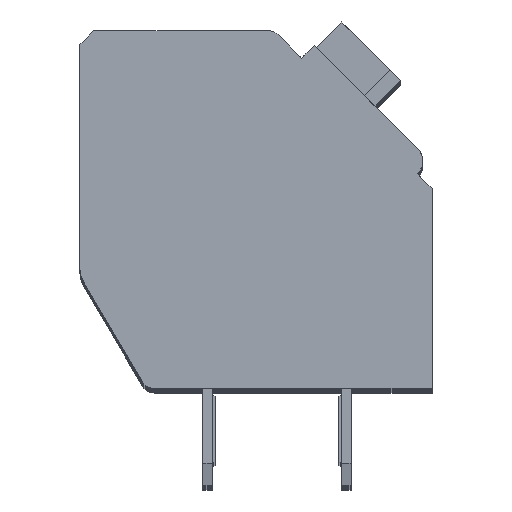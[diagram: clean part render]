
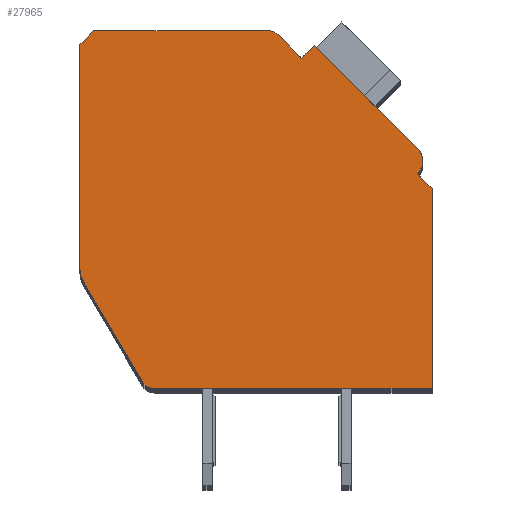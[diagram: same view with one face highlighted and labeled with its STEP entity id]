
A CAD part, top view. The second image highlights one B-rep face of the part: STEP entity #27965.
In plain terms, the highlighted planar face has unit normal (0, 0, 1).
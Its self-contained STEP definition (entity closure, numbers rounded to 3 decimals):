
#1031=DIRECTION('',(0.,-1.,0.));
#1032=VECTOR('',#1031,8.053);
#1033=CARTESIAN_POINT('',(-12.7,12.4,2.1));
#1034=LINE('',#1033,#1032);
#1035=DIRECTION('',(-0.707,-0.707,0.));
#1036=VECTOR('',#1035,0.707);
#1037=CARTESIAN_POINT('',(-12.2,12.9,2.1));
#1038=LINE('',#1037,#1036);
#1039=DIRECTION('',(-1.,0.,0.));
#1040=VECTOR('',#1039,6.298);
#1041=CARTESIAN_POINT('',(-5.902,12.9,2.1));
#1042=LINE('',#1041,#1040);
#1043=CARTESIAN_POINT('',(-5.902,12.4,2.1));
#1044=DIRECTION('',(0.,0.,1.));
#1045=DIRECTION('',(0.707,0.707,0.));
#1046=AXIS2_PLACEMENT_3D('',#1043,#1044,#1045);
#1048=DIRECTION('',(-0.707,0.707,0.));
#1049=VECTOR('',#1048,1.197);
#1050=CARTESIAN_POINT('',(-4.702,11.907,2.1));
#1051=LINE('',#1050,#1049);
#1052=DIRECTION('',(-0.707,-0.707,0.));
#1053=VECTOR('',#1052,0.65);
#1054=CARTESIAN_POINT('',(-4.243,12.367,2.1));
#1055=LINE('',#1054,#1053);
#1056=DIRECTION('',(-0.707,0.707,0.));
#1057=VECTOR('',#1056,5.25);
#1058=CARTESIAN_POINT('',(-0.53,8.655,2.1));
#1059=LINE('',#1058,#1057);
#1060=CARTESIAN_POINT('',(-0.99,8.195,2.1));
#1061=DIRECTION('',(0.,0.,1.));
#1062=DIRECTION('',(0.707,-0.707,0.));
#1063=AXIS2_PLACEMENT_3D('',#1060,#1061,#1062);
#1065=DIRECTION('',(-0.707,0.707,0.));
#1066=VECTOR('',#1065,0.75);
#1067=CARTESIAN_POINT('',(0.,7.205,2.1));
#1068=LINE('',#1067,#1066);
#1069=DIRECTION('',(0.,1.,0.));
#1070=VECTOR('',#1069,7.205);
#1071=CARTESIAN_POINT('',(0.,0.,2.1));
#1072=LINE('',#1071,#1070);
#1073=DIRECTION('',(1.,0.,0.));
#1074=VECTOR('',#1073,10.014);
#1075=CARTESIAN_POINT('',(-10.014,0.,2.1));
#1076=LINE('',#1075,#1074);
#1077=CARTESIAN_POINT('',(-10.014,0.5,2.1));
#1078=DIRECTION('',(0.,0.,1.));
#1079=DIRECTION('',(-0.862,-0.508,0.));
#1080=AXIS2_PLACEMENT_3D('',#1077,#1078,#1079);
#1082=DIRECTION('',(0.508,-0.862,0.));
#1083=VECTOR('',#1082,4.17);
#1084=CARTESIAN_POINT('',(-12.562,3.839,2.1));
#1085=LINE('',#1084,#1083);
#1086=CARTESIAN_POINT('',(-11.7,4.347,2.1));
#1087=DIRECTION('',(0.,0.,1.));
#1088=DIRECTION('',(-1.,0.,0.));
#1089=AXIS2_PLACEMENT_3D('',#1086,#1087,#1088);
#20623=CARTESIAN_POINT('',(-12.7,12.4,2.1));
#20624=CARTESIAN_POINT('',(-12.7,4.347,2.1));
#20625=VERTEX_POINT('',#20623);
#20626=VERTEX_POINT('',#20624);
#20627=CARTESIAN_POINT('',(-12.562,3.839,2.1));
#20628=VERTEX_POINT('',#20627);
#20629=CARTESIAN_POINT('',(-10.445,0.246,2.1));
#20630=VERTEX_POINT('',#20629);
#20631=CARTESIAN_POINT('',(-10.014,0.,2.1));
#20632=VERTEX_POINT('',#20631);
#20633=CARTESIAN_POINT('',(0.,0.,2.1));
#20634=VERTEX_POINT('',#20633);
#20635=CARTESIAN_POINT('',(0.,7.205,2.1));
#20636=VERTEX_POINT('',#20635);
#20637=CARTESIAN_POINT('',(-0.53,7.735,2.1));
#20638=VERTEX_POINT('',#20637);
#20639=CARTESIAN_POINT('',(-0.53,8.655,2.1));
#20640=VERTEX_POINT('',#20639);
#20641=CARTESIAN_POINT('',(-4.243,12.367,2.1));
#20642=VERTEX_POINT('',#20641);
#20643=CARTESIAN_POINT('',(-4.702,11.907,2.1));
#20644=VERTEX_POINT('',#20643);
#20645=CARTESIAN_POINT('',(-5.548,12.754,2.1));
#20646=VERTEX_POINT('',#20645);
#20647=CARTESIAN_POINT('',(-5.902,12.9,2.1));
#20648=VERTEX_POINT('',#20647);
#20649=CARTESIAN_POINT('',(-12.2,12.9,2.1));
#20650=VERTEX_POINT('',#20649);
#27933=CARTESIAN_POINT('',(0.,0.,2.1));
#27934=DIRECTION('',(0.,0.,1.));
#27935=DIRECTION('',(1.,0.,0.));
#27936=AXIS2_PLACEMENT_3D('',#27933,#27934,#27935);
#27937=PLANE('',#27936);
#27938=ORIENTED_EDGE('',*,*,#27002,.F.);
#27940=ORIENTED_EDGE('',*,*,#27939,.F.);
#27942=ORIENTED_EDGE('',*,*,#27941,.F.);
#27944=ORIENTED_EDGE('',*,*,#27943,.F.);
#27946=ORIENTED_EDGE('',*,*,#27945,.F.);
#27948=ORIENTED_EDGE('',*,*,#27947,.F.);
#27950=ORIENTED_EDGE('',*,*,#27949,.F.);
#27952=ORIENTED_EDGE('',*,*,#27951,.F.);
#27954=ORIENTED_EDGE('',*,*,#27953,.F.);
#27956=ORIENTED_EDGE('',*,*,#27955,.F.);
#27958=ORIENTED_EDGE('',*,*,#27957,.F.);
#27960=ORIENTED_EDGE('',*,*,#27959,.F.);
#27961=ORIENTED_EDGE('',*,*,#27499,.F.);
#27962=ORIENTED_EDGE('',*,*,#27182,.F.);
#27963=EDGE_LOOP('',(#27938,#27940,#27942,#27944,#27946,#27948,#27950,#27952,
#27954,#27956,#27958,#27960,#27961,#27962));
#27964=FACE_OUTER_BOUND('',#27963,.F.);
#1047=CIRCLE('',#1046,0.5);
#1064=CIRCLE('',#1063,0.65);
#1081=CIRCLE('',#1080,0.5);
#1090=CIRCLE('',#1089,1.);
#27002=EDGE_CURVE('',#20625,#20626,#1034,.T.);
#27182=EDGE_CURVE('',#20626,#20628,#1090,.T.);
#27499=EDGE_CURVE('',#20628,#20630,#1085,.T.);
#27939=EDGE_CURVE('',#20650,#20625,#1038,.T.);
#27941=EDGE_CURVE('',#20648,#20650,#1042,.T.);
#27943=EDGE_CURVE('',#20646,#20648,#1047,.T.);
#27945=EDGE_CURVE('',#20644,#20646,#1051,.T.);
#27947=EDGE_CURVE('',#20642,#20644,#1055,.T.);
#27949=EDGE_CURVE('',#20640,#20642,#1059,.T.);
#27951=EDGE_CURVE('',#20638,#20640,#1064,.T.);
#27953=EDGE_CURVE('',#20636,#20638,#1068,.T.);
#27955=EDGE_CURVE('',#20634,#20636,#1072,.T.);
#27957=EDGE_CURVE('',#20632,#20634,#1076,.T.);
#27959=EDGE_CURVE('',#20630,#20632,#1081,.T.);
#27965=ADVANCED_FACE('',(#27964),#27937,.T.);
